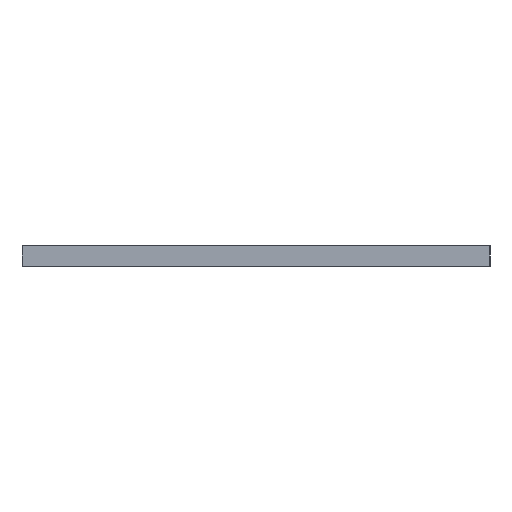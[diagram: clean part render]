
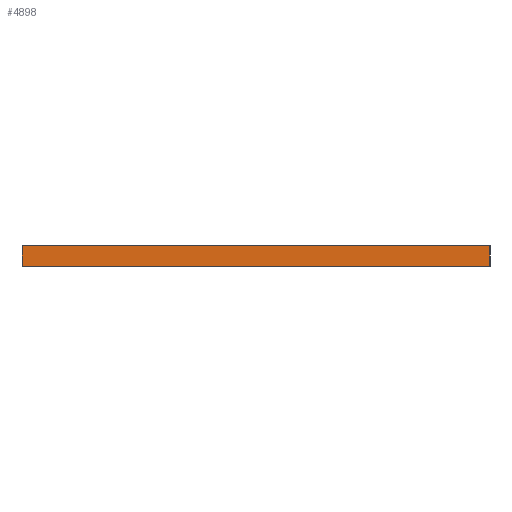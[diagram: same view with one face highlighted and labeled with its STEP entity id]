
A CAD part, left-side view. The second image highlights one B-rep face of the part: STEP entity #4898.
In plain terms, the highlighted planar face has unit normal (-1, 0, 0).
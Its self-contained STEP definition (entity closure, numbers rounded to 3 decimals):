
#940=FACE_OUTER_BOUND('',#1280,.T.);
#1280=EDGE_LOOP('',(#4077,#4078,#4079,#4080));
#1778=LINE('',#8442,#2110);
#1779=LINE('',#8445,#2111);
#1780=LINE('',#8447,#2112);
#1781=LINE('',#8448,#2113);
#2110=VECTOR('',#7080,10.);
#2111=VECTOR('',#7083,10.);
#2112=VECTOR('',#7084,10.);
#2113=VECTOR('',#7085,10.);
#2520=VERTEX_POINT('',#8436);
#2522=VERTEX_POINT('',#8440);
#2523=VERTEX_POINT('',#8444);
#2524=VERTEX_POINT('',#8446);
#3130=EDGE_CURVE('',#2520,#2522,#1778,.T.);
#3131=EDGE_CURVE('',#2520,#2523,#1779,.T.);
#3132=EDGE_CURVE('',#2524,#2522,#1780,.T.);
#3133=EDGE_CURVE('',#2523,#2524,#1781,.T.);
#4077=ORIENTED_EDGE('',*,*,#3131,.F.);
#4078=ORIENTED_EDGE('',*,*,#3130,.T.);
#4079=ORIENTED_EDGE('',*,*,#3132,.F.);
#4080=ORIENTED_EDGE('',*,*,#3133,.F.);
#4558=PLANE('',#5520);
#4898=ADVANCED_FACE('',(#940),#4558,.T.);
#5520=AXIS2_PLACEMENT_3D('',#8443,#7081,#7082);
#7080=DIRECTION('',(0.,0.,1.));
#7081=DIRECTION('center_axis',(-1.,0.,0.));
#7082=DIRECTION('ref_axis',(0.,-1.,0.));
#7083=DIRECTION('',(0.,1.,0.));
#7084=DIRECTION('',(0.,-1.,0.));
#7085=DIRECTION('',(0.,0.,1.));
#8436=CARTESIAN_POINT('',(0.,0.,0.));
#8440=CARTESIAN_POINT('',(0.,0.,3.));
#8442=CARTESIAN_POINT('',(0.,0.,0.));
#8443=CARTESIAN_POINT('Origin',(0.,67.,0.));
#8444=CARTESIAN_POINT('',(0.,67.,0.));
#8445=CARTESIAN_POINT('',(0.,0.,0.));
#8446=CARTESIAN_POINT('',(0.,67.,3.));
#8447=CARTESIAN_POINT('',(0.,0.,3.));
#8448=CARTESIAN_POINT('',(0.,67.,0.));
